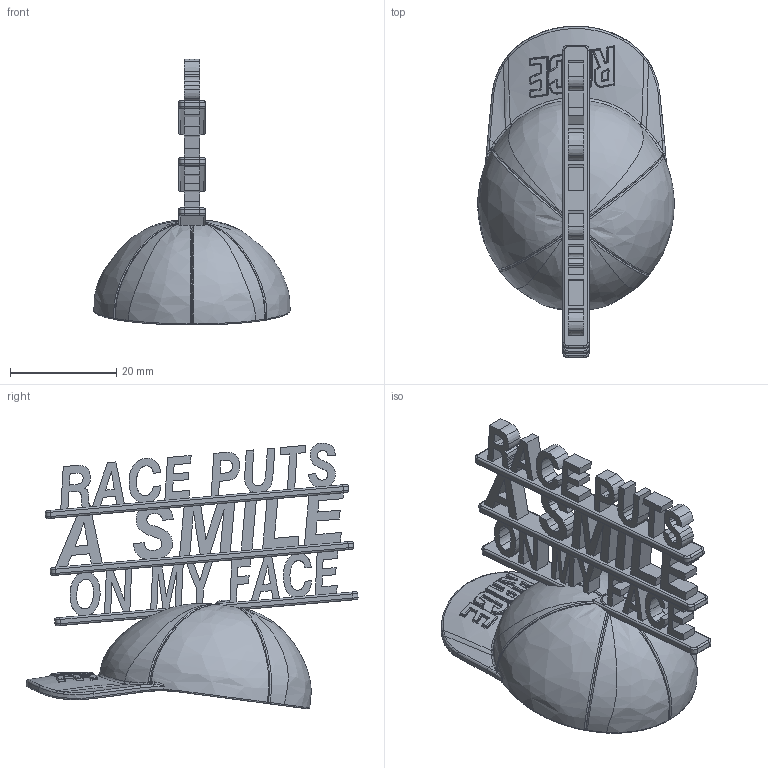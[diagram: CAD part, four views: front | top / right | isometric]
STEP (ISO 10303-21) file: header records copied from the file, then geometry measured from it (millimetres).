
FILE_DESCRIPTION((''),'2;1');
FILE_NAME('KAPPE_22','2020-01-13T',('tmatzinger'),(''),'PRO/ENGINEER BY PARAMETRIC TECHNOLOGY CORPORATION, 2016240','PRO/ENGINEER BY PARAMETRIC TECHNOLOGY CORPORATION, 2016240','');
FILE_SCHEMA(('AUTOMOTIVE_DESIGN { 1 0 10303 214 1 1 1 1 }'));
Products named in the file (1): KAPPE_22
Bounding box: 36.94 x 62.48 x 50.05 mm (x, y, z)
Volume: 8852.8 mm3; surface area: 12111.4 mm2
Topology: 1 solids, 2 shells, 923 faces, 2374 edges, 1453 vertices
Faces by surface type: bspline 375, plane 259, extrusion 131, cylinder 97, torus 32, sphere 27, cone 2
Entity records: 60059 total; most frequent: CARTESIAN_POINT 33628, ORIENTED_EDGE 4736, DIRECTION 2581, PRESENTATION_STYLE_ASSIGNMENT 2369, STYLED_ITEM 2369, CURVE_STYLE 2368, EDGE_CURVE 2368, VERTEX_POINT 1453
